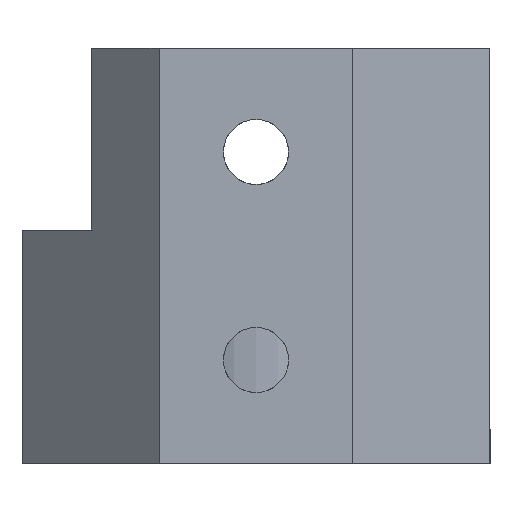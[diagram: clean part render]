
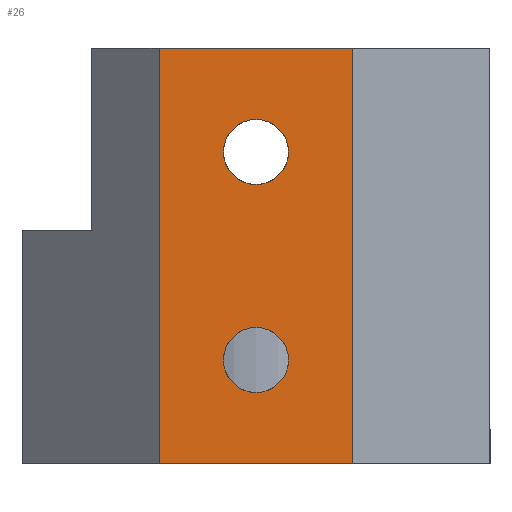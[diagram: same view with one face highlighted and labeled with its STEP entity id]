
A CAD part, front view. The second image highlights one B-rep face of the part: STEP entity #26.
In plain terms, the highlighted planar face has unit normal (0, -1, 0).
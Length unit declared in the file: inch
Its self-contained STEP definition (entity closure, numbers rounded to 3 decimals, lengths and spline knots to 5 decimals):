
#3 = EDGE_CURVE ( 'NONE', #1671, #1764, #988, .T. ) ;
#11 = CIRCLE ( 'NONE', #814, 0.07813 ) ;
#16 = LINE ( 'NONE', #1696, #1091 ) ;
#26 = ADVANCED_FACE ( 'NONE', ( #1555, #1852, #1728 ), #167, .F. ) ;
#102 = DIRECTION ( 'NONE',  ( 0., 0., 1. ) ) ;
#167 = PLANE ( 'NONE',  #203 ) ;
#182 = ORIENTED_EDGE ( 'NONE', *, *, #1808, .T. ) ;
#190 = CARTESIAN_POINT ( 'NONE',  ( -0.5625, -0.5625, 0.5625 ) ) ;
#203 = AXIS2_PLACEMENT_3D ( 'NONE', #1190, #1592, #748 ) ;
#218 = DIRECTION ( 'NONE',  ( 0., 1., 0. ) ) ;
#221 = CARTESIAN_POINT ( 'NONE',  ( 0., -0.5625, 1.23438 ) ) ;
#228 = CARTESIAN_POINT ( 'NONE',  ( 0., -0.5625, 1.39063 ) ) ;
#252 = VERTEX_POINT ( 'NONE', #806 ) ;
#266 = ORIENTED_EDGE ( 'NONE', *, *, #1242, .F. ) ;
#336 = VECTOR ( 'NONE', #1426, 39.37008 ) ;
#343 = CARTESIAN_POINT ( 'NONE',  ( 0.233, -0.5625, 1.62504 ) ) ;
#419 = VERTEX_POINT ( 'NONE', #1007 ) ;
#435 = CARTESIAN_POINT ( 'NONE',  ( 0., -0.5625, 0.89063 ) ) ;
#451 = DIRECTION ( 'NONE',  ( 0., 0., -1. ) ) ;
#480 = DIRECTION ( 'NONE',  ( -1., 0., 0. ) ) ;
#495 = EDGE_LOOP ( 'NONE', ( #846, #579, #1024, #266 ) ) ;
#530 = EDGE_CURVE ( 'NONE', #1764, #1671, #1412, .T. ) ;
#544 = AXIS2_PLACEMENT_3D ( 'NONE', #1419, #973, #102 ) ;
#554 = AXIS2_PLACEMENT_3D ( 'NONE', #1803, #218, #920 ) ;
#579 = ORIENTED_EDGE ( 'NONE', *, *, #791, .T. ) ;
#681 = LINE ( 'NONE', #343, #1612 ) ;
#693 = DIRECTION ( 'NONE',  ( 1., 0., 0. ) ) ;
#717 = VERTEX_POINT ( 'NONE', #1531 ) ;
#718 = VERTEX_POINT ( 'NONE', #1810 ) ;
#730 = EDGE_CURVE ( 'NONE', #923, #718, #16, .T. ) ;
#748 = DIRECTION ( 'NONE',  ( -1., 0., 0. ) ) ;
#791 = EDGE_CURVE ( 'NONE', #923, #419, #1511, .T. ) ;
#806 = CARTESIAN_POINT ( 'NONE',  ( 0., -0.5625, 0.73438 ) ) ;
#814 = AXIS2_PLACEMENT_3D ( 'NONE', #1131, #1281, #1430 ) ;
#820 = CIRCLE ( 'NONE', #544, 0.07813 ) ;
#829 = VERTEX_POINT ( 'NONE', #435 ) ;
#846 = ORIENTED_EDGE ( 'NONE', *, *, #730, .F. ) ;
#847 = DIRECTION ( 'NONE',  ( 0., 0., 1. ) ) ;
#914 = AXIS2_PLACEMENT_3D ( 'NONE', #1202, #1333, #847 ) ;
#920 = DIRECTION ( 'NONE',  ( 0., 0., 1. ) ) ;
#923 = VERTEX_POINT ( 'NONE', #1498 ) ;
#973 = DIRECTION ( 'NONE',  ( 0., 1., 0. ) ) ;
#988 = CIRCLE ( 'NONE', #914, 0.07813 ) ;
#1007 = CARTESIAN_POINT ( 'NONE',  ( -0.233, -0.5625, 0.5625 ) ) ;
#1024 = ORIENTED_EDGE ( 'NONE', *, *, #1260, .F. ) ;
#1060 = VECTOR ( 'NONE', #480, 39.37008 ) ;
#1091 = VECTOR ( 'NONE', #693, 39.37008 ) ;
#1131 = CARTESIAN_POINT ( 'NONE',  ( 0., -0.5625, 0.8125 ) ) ;
#1190 = CARTESIAN_POINT ( 'NONE',  ( -0.5625, -0.5625, 1.125 ) ) ;
#1202 = CARTESIAN_POINT ( 'NONE',  ( 0., -0.5625, 1.3125 ) ) ;
#1242 = EDGE_CURVE ( 'NONE', #718, #717, #681, .T. ) ;
#1256 = ORIENTED_EDGE ( 'NONE', *, *, #530, .T. ) ;
#1260 = EDGE_CURVE ( 'NONE', #717, #419, #1849, .T. ) ;
#1281 = DIRECTION ( 'NONE',  ( 0., 1., 0. ) ) ;
#1333 = DIRECTION ( 'NONE',  ( 0., 1., 0. ) ) ;
#1401 = EDGE_CURVE ( 'NONE', #829, #252, #820, .T. ) ;
#1412 = CIRCLE ( 'NONE', #554, 0.07813 ) ;
#1415 = ORIENTED_EDGE ( 'NONE', *, *, #1401, .T. ) ;
#1417 = EDGE_LOOP ( 'NONE', ( #1789, #1256 ) ) ;
#1419 = CARTESIAN_POINT ( 'NONE',  ( 0., -0.5625, 0.8125 ) ) ;
#1421 = CARTESIAN_POINT ( 'NONE',  ( -0.233, -0.5625, 1.62504 ) ) ;
#1426 = DIRECTION ( 'NONE',  ( 0., 0., -1. ) ) ;
#1430 = DIRECTION ( 'NONE',  ( 0., 0., 1. ) ) ;
#1498 = CARTESIAN_POINT ( 'NONE',  ( -0.233, -0.5625, 1.5625 ) ) ;
#1511 = LINE ( 'NONE', #1421, #336 ) ;
#1515 = EDGE_LOOP ( 'NONE', ( #1415, #182 ) ) ;
#1531 = CARTESIAN_POINT ( 'NONE',  ( 0.233, -0.5625, 0.5625 ) ) ;
#1555 = FACE_BOUND ( 'NONE', #1417, .T. ) ;
#1592 = DIRECTION ( 'NONE',  ( 0., 1., 0. ) ) ;
#1612 = VECTOR ( 'NONE', #451, 39.37008 ) ;
#1671 = VERTEX_POINT ( 'NONE', #228 ) ;
#1696 = CARTESIAN_POINT ( 'NONE',  ( -0.5625, -0.5625, 1.5625 ) ) ;
#1728 = FACE_OUTER_BOUND ( 'NONE', #495, .T. ) ;
#1764 = VERTEX_POINT ( 'NONE', #221 ) ;
#1789 = ORIENTED_EDGE ( 'NONE', *, *, #3, .T. ) ;
#1803 = CARTESIAN_POINT ( 'NONE',  ( 0., -0.5625, 1.3125 ) ) ;
#1808 = EDGE_CURVE ( 'NONE', #252, #829, #11, .T. ) ;
#1810 = CARTESIAN_POINT ( 'NONE',  ( 0.233, -0.5625, 1.5625 ) ) ;
#1849 = LINE ( 'NONE', #190, #1060 ) ;
#1852 = FACE_BOUND ( 'NONE', #1515, .T. ) ;
